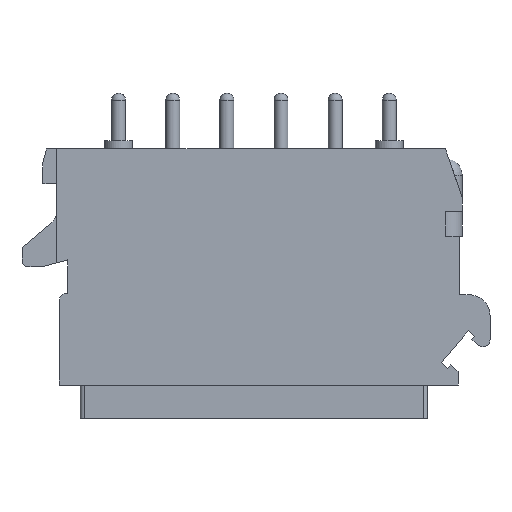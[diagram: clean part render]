
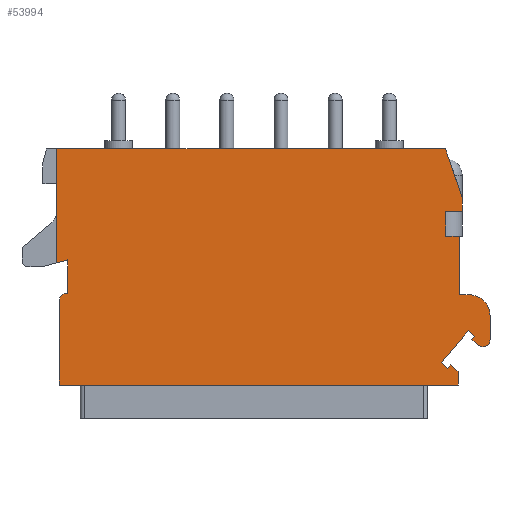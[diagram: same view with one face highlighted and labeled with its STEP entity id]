
A CAD part, front view. The second image highlights one B-rep face of the part: STEP entity #53994.
In plain terms, the highlighted planar face has unit normal (0, -1, 0).
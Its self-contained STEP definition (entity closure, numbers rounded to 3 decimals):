
#1857=DIRECTION('',(1.,0.,0.));
#1858=VECTOR('',#1857,28.);
#1859=CARTESIAN_POINT('',(-14.3,-7.,0.));
#1860=LINE('',#1859,#1858);
#1861=DIRECTION('',(0.324,0.,-0.946));
#1862=VECTOR('',#1861,3.7);
#1863=CARTESIAN_POINT('',(13.7,-7.,0.));
#1864=LINE('',#1863,#1862);
#1865=DIRECTION('',(0.,0.,-1.));
#1866=VECTOR('',#1865,1.);
#1867=CARTESIAN_POINT('',(14.9,-7.,-3.5));
#1868=LINE('',#1867,#1866);
#1869=DIRECTION('',(-1.,0.,0.));
#1870=VECTOR('',#1869,1.2);
#1871=CARTESIAN_POINT('',(14.9,-7.,-4.5));
#1872=LINE('',#1871,#1870);
#1873=DIRECTION('',(0.,0.,-1.));
#1874=VECTOR('',#1873,1.8);
#1875=CARTESIAN_POINT('',(13.7,-7.,-4.5));
#1876=LINE('',#1875,#1874);
#1877=DIRECTION('',(1.,0.,0.));
#1878=VECTOR('',#1877,1.);
#1879=CARTESIAN_POINT('',(13.7,-7.,-6.3));
#1880=LINE('',#1879,#1878);
#1881=DIRECTION('',(0.,0.,-1.));
#1882=VECTOR('',#1881,4.2);
#1883=CARTESIAN_POINT('',(14.7,-7.,-6.3));
#1884=LINE('',#1883,#1882);
#1885=DIRECTION('',(1.,0.,0.));
#1886=VECTOR('',#1885,0.7);
#1887=CARTESIAN_POINT('',(14.7,-7.,-10.5));
#1888=LINE('',#1887,#1886);
#1889=CARTESIAN_POINT('',(15.4,-7.,-12.));
#1890=DIRECTION('',(0.,1.,0.));
#1891=DIRECTION('',(0.,0.,1.));
#1892=AXIS2_PLACEMENT_3D('',#1889,#1890,#1891);
#1894=DIRECTION('',(0.,0.,-1.));
#1895=VECTOR('',#1894,1.74);
#1896=CARTESIAN_POINT('',(16.9,-7.,-12.));
#1897=LINE('',#1896,#1895);
#1898=DIRECTION('',(0.766,0.,-0.643));
#1899=VECTOR('',#1898,0.631);
#1900=CARTESIAN_POINT('',(15.595,-7.,-13.717));
#1901=LINE('',#1900,#1899);
#1902=DIRECTION('',(-0.643,0.,-0.766));
#1903=VECTOR('',#1902,0.3);
#1904=CARTESIAN_POINT('',(15.788,-7.,-13.488));
#1905=LINE('',#1904,#1903);
#1906=DIRECTION('',(0.766,0.,-0.643));
#1907=VECTOR('',#1906,0.6);
#1908=CARTESIAN_POINT('',(15.328,-7.,-13.102));
#1909=LINE('',#1908,#1907);
#1910=DIRECTION('',(0.643,0.,0.766));
#1911=VECTOR('',#1910,3.);
#1912=CARTESIAN_POINT('',(13.4,-7.,-15.4));
#1913=LINE('',#1912,#1911);
#1914=DIRECTION('',(-0.766,0.,0.643));
#1915=VECTOR('',#1914,0.6);
#1916=CARTESIAN_POINT('',(13.86,-7.,-15.786));
#1917=LINE('',#1916,#1915);
#1918=DIRECTION('',(-0.643,0.,-0.766));
#1919=VECTOR('',#1918,0.3);
#1920=CARTESIAN_POINT('',(14.052,-7.,-15.556));
#1921=LINE('',#1920,#1919);
#1922=DIRECTION('',(-0.766,0.,0.643));
#1923=VECTOR('',#1922,0.715);
#1924=CARTESIAN_POINT('',(14.6,-7.,-16.015));
#1925=LINE('',#1924,#1923);
#1926=DIRECTION('',(0.,0.,1.));
#1927=VECTOR('',#1926,0.985);
#1928=CARTESIAN_POINT('',(14.6,-7.,-17.));
#1929=LINE('',#1928,#1927);
#1930=DIRECTION('',(-1.,0.,0.));
#1931=VECTOR('',#1930,28.7);
#1932=CARTESIAN_POINT('',(14.6,-7.,-17.));
#1933=LINE('',#1932,#1931);
#1934=DIRECTION('',(0.,0.,1.));
#1935=VECTOR('',#1934,6.1);
#1936=CARTESIAN_POINT('',(-14.1,-7.,-17.));
#1937=LINE('',#1936,#1935);
#1938=CARTESIAN_POINT('',(-13.6,-7.,-10.9));
#1939=DIRECTION('',(0.,1.,0.));
#1940=DIRECTION('',(-1.,0.,0.));
#1941=AXIS2_PLACEMENT_3D('',#1938,#1939,#1940);
#1943=DIRECTION('',(1.,0.,0.));
#1944=VECTOR('',#1943,0.1);
#1945=CARTESIAN_POINT('',(-13.6,-7.,-10.4));
#1946=LINE('',#1945,#1944);
#1947=DIRECTION('',(0.,0.,1.));
#1948=VECTOR('',#1947,2.409);
#1949=CARTESIAN_POINT('',(-13.5,-7.,-10.4));
#1950=LINE('',#1949,#1948);
#1951=DIRECTION('',(-0.966,0.,-0.259));
#1952=VECTOR('',#1951,0.828);
#1953=CARTESIAN_POINT('',(-13.5,-7.,-7.991));
#1954=LINE('',#1953,#1952);
#1955=DIRECTION('',(0.,0.,-1.));
#1956=VECTOR('',#1955,8.205);
#1957=CARTESIAN_POINT('',(-14.3,-7.,0.));
#1958=LINE('',#1957,#1956);
#2218=CARTESIAN_POINT('',(16.4,-7.,-13.74));
#2219=DIRECTION('',(0.,-1.,0.));
#2220=DIRECTION('',(-0.643,0.,-0.766));
#2221=AXIS2_PLACEMENT_3D('',#2218,#2219,#2220);
#44268=CARTESIAN_POINT('',(13.7,-7.,0.));
#44269=CARTESIAN_POINT('',(14.9,-7.,-3.5));
#44270=VERTEX_POINT('',#44268);
#44271=VERTEX_POINT('',#44269);
#44272=CARTESIAN_POINT('',(14.9,-7.,-4.5));
#44273=VERTEX_POINT('',#44272);
#44274=CARTESIAN_POINT('',(13.7,-7.,-4.5));
#44275=VERTEX_POINT('',#44274);
#44276=CARTESIAN_POINT('',(13.7,-7.,-6.3));
#44277=VERTEX_POINT('',#44276);
#44278=CARTESIAN_POINT('',(14.7,-7.,-6.3));
#44279=VERTEX_POINT('',#44278);
#44280=CARTESIAN_POINT('',(14.7,-7.,-10.5));
#44281=VERTEX_POINT('',#44280);
#44282=CARTESIAN_POINT('',(15.4,-7.,-10.5));
#44283=VERTEX_POINT('',#44282);
#44300=CARTESIAN_POINT('',(16.9,-7.,-12.));
#44301=VERTEX_POINT('',#44300);
#44304=CARTESIAN_POINT('',(-14.1,-7.,-17.));
#44305=CARTESIAN_POINT('',(-14.1,-7.,-10.9));
#44306=VERTEX_POINT('',#44304);
#44307=VERTEX_POINT('',#44305);
#44308=CARTESIAN_POINT('',(-13.6,-7.,-10.4));
#44309=VERTEX_POINT('',#44308);
#44310=CARTESIAN_POINT('',(-13.5,-7.,-10.4));
#44311=VERTEX_POINT('',#44310);
#44312=CARTESIAN_POINT('',(-13.5,-7.,-7.991));
#44313=VERTEX_POINT('',#44312);
#44324=CARTESIAN_POINT('',(14.6,-7.,-17.));
#44325=CARTESIAN_POINT('',(14.6,-7.,-16.015));
#44326=VERTEX_POINT('',#44324);
#44327=VERTEX_POINT('',#44325);
#44328=CARTESIAN_POINT('',(14.052,-7.,-15.556));
#44329=VERTEX_POINT('',#44328);
#44330=CARTESIAN_POINT('',(13.86,-7.,-15.786));
#44331=VERTEX_POINT('',#44330);
#44332=CARTESIAN_POINT('',(13.4,-7.,-15.4));
#44333=VERTEX_POINT('',#44332);
#44334=CARTESIAN_POINT('',(15.328,-7.,-13.102));
#44335=VERTEX_POINT('',#44334);
#44336=CARTESIAN_POINT('',(15.788,-7.,-13.488));
#44337=VERTEX_POINT('',#44336);
#44338=CARTESIAN_POINT('',(15.595,-7.,-13.717));
#44339=VERTEX_POINT('',#44338);
#44356=CARTESIAN_POINT('',(16.9,-7.,-13.74));
#44358=VERTEX_POINT('',#44356);
#44362=CARTESIAN_POINT('',(16.079,-7.,-14.123));
#44363=VERTEX_POINT('',#44362);
#44414=CARTESIAN_POINT('',(-14.3,-7.,0.));
#44415=VERTEX_POINT('',#44414);
#44418=CARTESIAN_POINT('',(-14.3,-7.,-8.205));
#44419=VERTEX_POINT('',#44418);
#53937=CARTESIAN_POINT('',(0.,-7.,0.));
#53938=DIRECTION('',(0.,1.,0.));
#53939=DIRECTION('',(1.,0.,0.));
#53940=AXIS2_PLACEMENT_3D('',#53937,#53938,#53939);
#53941=PLANE('',#53940);
#53943=ORIENTED_EDGE('',*,*,#53942,.F.);
#53945=ORIENTED_EDGE('',*,*,#53944,.T.);
#53947=ORIENTED_EDGE('',*,*,#53946,.T.);
#53949=ORIENTED_EDGE('',*,*,#53948,.T.);
#53951=ORIENTED_EDGE('',*,*,#53950,.T.);
#53953=ORIENTED_EDGE('',*,*,#53952,.T.);
#53955=ORIENTED_EDGE('',*,*,#53954,.T.);
#53957=ORIENTED_EDGE('',*,*,#53956,.T.);
#53959=ORIENTED_EDGE('',*,*,#53958,.T.);
#53961=ORIENTED_EDGE('',*,*,#53960,.T.);
#53963=ORIENTED_EDGE('',*,*,#53962,.T.);
#53965=ORIENTED_EDGE('',*,*,#53964,.F.);
#53967=ORIENTED_EDGE('',*,*,#53966,.F.);
#53969=ORIENTED_EDGE('',*,*,#53968,.F.);
#53971=ORIENTED_EDGE('',*,*,#53970,.F.);
#53973=ORIENTED_EDGE('',*,*,#53972,.F.);
#53975=ORIENTED_EDGE('',*,*,#53974,.F.);
#53977=ORIENTED_EDGE('',*,*,#53976,.F.);
#53979=ORIENTED_EDGE('',*,*,#53978,.F.);
#53980=ORIENTED_EDGE('',*,*,#53927,.F.);
#53981=ORIENTED_EDGE('',*,*,#53900,.T.);
#53983=ORIENTED_EDGE('',*,*,#53982,.T.);
#53985=ORIENTED_EDGE('',*,*,#53984,.T.);
#53987=ORIENTED_EDGE('',*,*,#53986,.T.);
#53989=ORIENTED_EDGE('',*,*,#53988,.T.);
#53991=ORIENTED_EDGE('',*,*,#53990,.T.);
#53992=EDGE_LOOP('',(#53943,#53945,#53947,#53949,#53951,#53953,#53955,#53957,
#53959,#53961,#53963,#53965,#53967,#53969,#53971,#53973,#53975,#53977,#53979,
#53980,#53981,#53983,#53985,#53987,#53989,#53991));
#53993=FACE_OUTER_BOUND('',#53992,.F.);
#53994=ADVANCED_FACE('',(#53993),#53941,.F.);
#1893=CIRCLE('',#1892,1.5);
#1942=CIRCLE('',#1941,0.5);
#2222=CIRCLE('',#2221,0.5);
#53900=EDGE_CURVE('',#44326,#44306,#1933,.T.);
#53927=EDGE_CURVE('',#44326,#44327,#1929,.T.);
#53942=EDGE_CURVE('',#44415,#44419,#1958,.T.);
#53944=EDGE_CURVE('',#44415,#44270,#1860,.T.);
#53946=EDGE_CURVE('',#44270,#44271,#1864,.T.);
#53948=EDGE_CURVE('',#44271,#44273,#1868,.T.);
#53950=EDGE_CURVE('',#44273,#44275,#1872,.T.);
#53952=EDGE_CURVE('',#44275,#44277,#1876,.T.);
#53954=EDGE_CURVE('',#44277,#44279,#1880,.T.);
#53956=EDGE_CURVE('',#44279,#44281,#1884,.T.);
#53958=EDGE_CURVE('',#44281,#44283,#1888,.T.);
#53960=EDGE_CURVE('',#44283,#44301,#1893,.T.);
#53962=EDGE_CURVE('',#44301,#44358,#1897,.T.);
#53964=EDGE_CURVE('',#44363,#44358,#2222,.T.);
#53966=EDGE_CURVE('',#44339,#44363,#1901,.T.);
#53968=EDGE_CURVE('',#44337,#44339,#1905,.T.);
#53970=EDGE_CURVE('',#44335,#44337,#1909,.T.);
#53972=EDGE_CURVE('',#44333,#44335,#1913,.T.);
#53974=EDGE_CURVE('',#44331,#44333,#1917,.T.);
#53976=EDGE_CURVE('',#44329,#44331,#1921,.T.);
#53978=EDGE_CURVE('',#44327,#44329,#1925,.T.);
#53982=EDGE_CURVE('',#44306,#44307,#1937,.T.);
#53984=EDGE_CURVE('',#44307,#44309,#1942,.T.);
#53986=EDGE_CURVE('',#44309,#44311,#1946,.T.);
#53988=EDGE_CURVE('',#44311,#44313,#1950,.T.);
#53990=EDGE_CURVE('',#44313,#44419,#1954,.T.);
